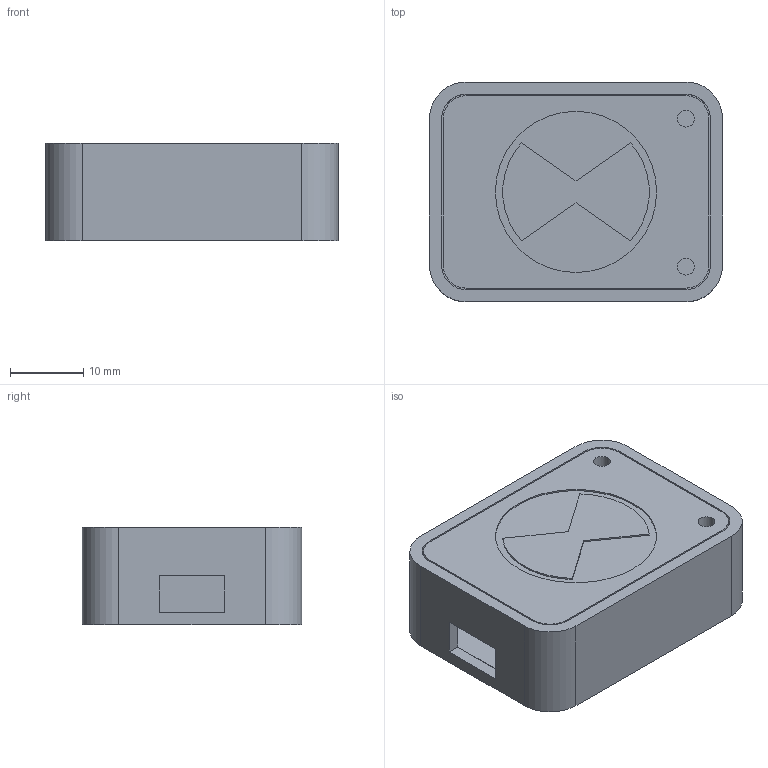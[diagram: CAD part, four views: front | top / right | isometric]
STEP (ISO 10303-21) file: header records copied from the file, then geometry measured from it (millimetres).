
FILE_DESCRIPTION(/* description */ (''),/* implementation_level */ '2;1');
FILE_NAME(/* name */ 'Charger v2.step',/* time_stamp */ '2022-01-10T13:34:19+01:00',/* author */ (''),/* organization */ (''),/* preprocessor_version */ 'ST-DEVELOPER v18.1',/* originating_system */ 'Autodesk Translation Framework v10.10.0.1391',/* authorisation */ '');
FILE_SCHEMA (('AUTOMOTIVE_DESIGN { 1 0 10303 214 3 1 1 }'));
Length unit declared in the file: millimetre
Products named in the file (1): Charger
Bounding box: 40 x 30 x 13.33 mm (x, y, z)
Volume: 7053 mm3; surface area: 9214.1 mm2
Topology: 2 solids, 2 shells, 65 faces, 159 edges, 106 vertices
Faces by surface type: plane 42, cylinder 23
Full cylindrical faces by diameter (mm): 2.3 x2, 3.2 x2, 5.8 x2, 22 x1
Entity records: 1967 total; most frequent: DIRECTION 337, CARTESIAN_POINT 331, ORIENTED_EDGE 318, EDGE_CURVE 159, LINE 113, VECTOR 113, AXIS2_PLACEMENT_3D 112, VERTEX_POINT 106
